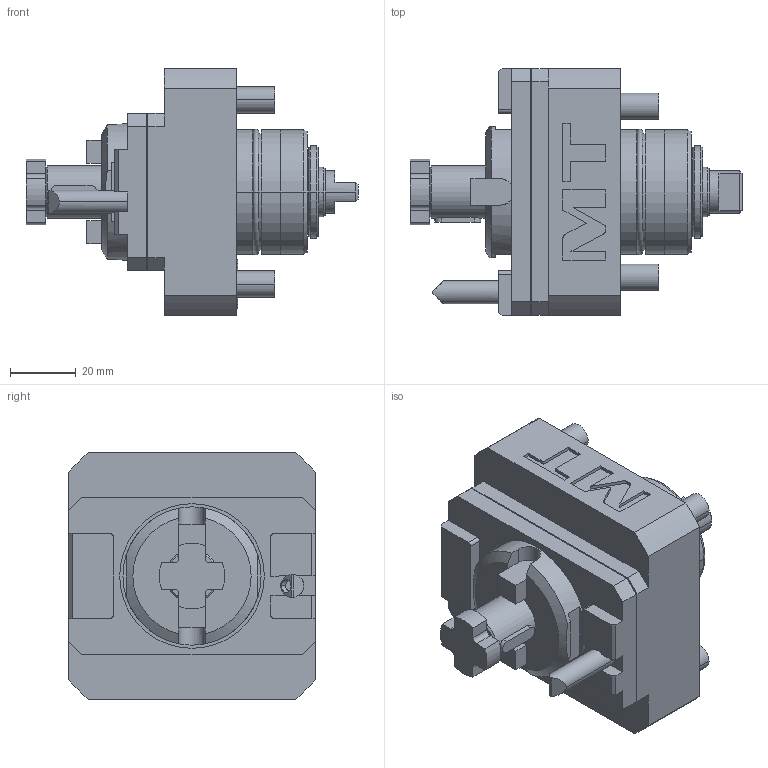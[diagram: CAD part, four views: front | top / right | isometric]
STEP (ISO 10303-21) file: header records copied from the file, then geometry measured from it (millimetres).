
FILE_DESCRIPTION((''),'2;1');
FILE_NAME('MYA0220516_CONF','2023-09-11T15:42:25',('smalpassi'),('M.T. srl'),'CREO PARAMETRIC BY PTC INC, 2021072','CREO PARAMETRIC BY PTC INC, 2021072','');
FILE_SCHEMA(('CONFIG_CONTROL_DESIGN'));
Length unit declared in the file: millimetre
Products named in the file (1): MYA0220516_CONF
Bounding box: 101 x 75 x 75 mm (x, y, z)
Volume: 207521.9 mm3; surface area: 37289.9 mm2
Topology: 1 solids, 1 shells, 259 faces, 655 edges, 426 vertices
Faces by surface type: plane 160, cylinder 70, cone 17, torus 6, extrusion 4, sphere 2
Entity records: 8158 total; most frequent: CARTESIAN_POINT 1757, DIRECTION 1330, ORIENTED_EDGE 1310, EDGE_CURVE 655, AXIS2_PLACEMENT_3D 451, VECTOR 428, VERTEX_POINT 426, LINE 424
